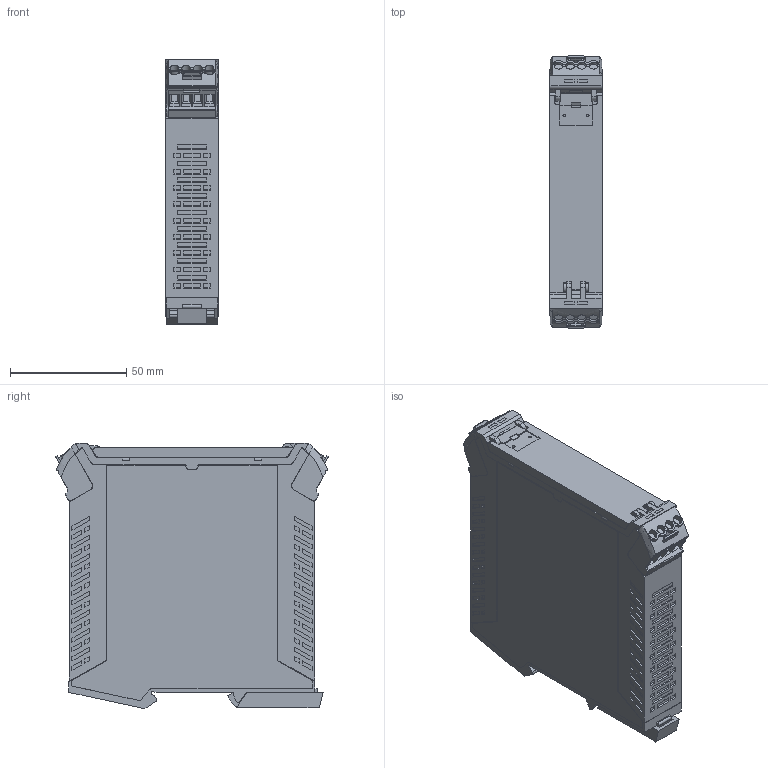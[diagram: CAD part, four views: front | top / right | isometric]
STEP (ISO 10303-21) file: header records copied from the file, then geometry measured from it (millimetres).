
FILE_DESCRIPTION(('CATIA V5 STEP Exchange','CAx-IF Rec.Pracs.--- Model Styling and Organization---1.4--- 2014-01-23'),'2;1');
FILE_NAME ('D1483906_0_1519300000_S3D_CH20M22_SET_1_1_BK_OR.stp','2021-04-29T08:49:59+00:00',('none'),('Weidmueller'),'CATIA Version 5-6 Release 2016 SP3 HF44','CATIA V5 STEP AP214','none');
FILE_SCHEMA(('AUTOMOTIVE_DESIGN { 1 0 10303 214 1 1 1 1 }'));
Products named in the file (1): S3D_CH20M22_SET_1_1_BK_OR
Bounding box: 22.5 x 117.21 x 114.02 mm (x, y, z)
Volume: 61234.4 mm3; surface area: 97539.6 mm2
Topology: 36 solids, 36 shells, 2869 faces, 8380 edges, 5769 vertices
Faces by surface type: plane 2365, cylinder 343, extrusion 139, revolution 16, bspline 4, sphere 2
Entity records: 93433 total; most frequent: CARTESIAN_POINT 19958, ORIENTED_EDGE 16760, DIRECTION 10924, EDGE_CURVE 8380, VECTOR 6797, LINE 6658, VERTEX_POINT 5769, EDGE_LOOP 3117
